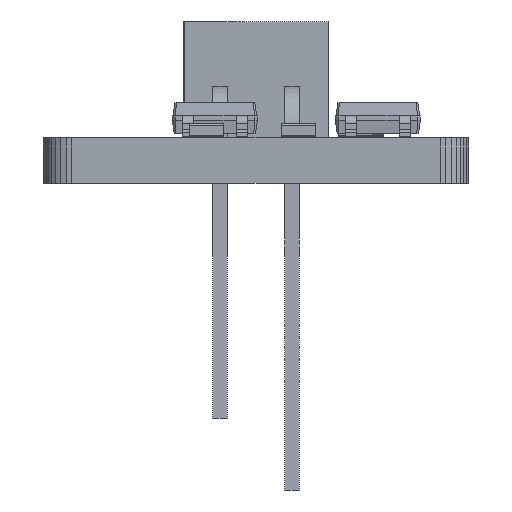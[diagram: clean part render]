
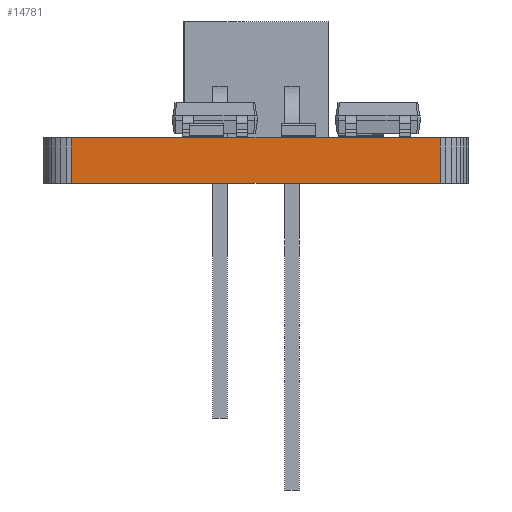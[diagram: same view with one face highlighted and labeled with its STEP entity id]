
A CAD part, front view. The second image highlights one B-rep face of the part: STEP entity #14781.
In plain terms, the highlighted planar face has unit normal (0, -1, 0).
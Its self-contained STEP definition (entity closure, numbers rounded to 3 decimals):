
#8798 = PLANE('',#8799);
#8799 = AXIS2_PLACEMENT_3D('',#8800,#8801,#8802);
#8800 = CARTESIAN_POINT('',(0.,0.,1.6)
  );
#8801 = DIRECTION('',(-0.,-0.,-1.));
#8802 = DIRECTION('',(-1.,0.,0.));
#8852 = PLANE('',#8853);
#8853 = AXIS2_PLACEMENT_3D('',#8854,#8855,#8856);
#8854 = CARTESIAN_POINT('',(0.,0.,0.));
#8855 = DIRECTION('',(-0.,-0.,-1.));
#8856 = DIRECTION('',(-1.,0.,0.));
#9857 = VERTEX_POINT('',#9858);
#9858 = CARTESIAN_POINT('',(6.5,-20.,0.));
#9872 = PLANE('',#9873);
#9873 = AXIS2_PLACEMENT_3D('',#9874,#9875,#9876);
#9874 = CARTESIAN_POINT('',(6.695,-19.981,0.));
#9875 = DIRECTION('',(0.098,-0.995,0.));
#9876 = DIRECTION('',(-0.995,-0.098,0.));
#9884 = EDGE_CURVE('',#9857,#9885,#9887,.T.);
#9885 = VERTEX_POINT('',#9886);
#9886 = CARTESIAN_POINT('',(-6.5,-20.,0.));
#9887 = SURFACE_CURVE('',#9888,(#9892,#9899),.PCURVE_S1.);
#9888 = LINE('',#9889,#9890);
#9889 = CARTESIAN_POINT('',(6.5,-20.,0.));
#9890 = VECTOR('',#9891,1.);
#9891 = DIRECTION('',(-1.,0.,0.));
#9892 = PCURVE('',#8852,#9893);
#9893 = DEFINITIONAL_REPRESENTATION('',(#9894),#9898);
#9894 = LINE('',#9895,#9896);
#9895 = CARTESIAN_POINT('',(-6.5,-20.));
#9896 = VECTOR('',#9897,1.);
#9897 = DIRECTION('',(1.,0.));
#9898 = ( GEOMETRIC_REPRESENTATION_CONTEXT(2) 
PARAMETRIC_REPRESENTATION_CONTEXT() REPRESENTATION_CONTEXT('2D SPACE',''
  ) );
#9899 = PCURVE('',#9900,#9905);
#9900 = PLANE('',#9901);
#9901 = AXIS2_PLACEMENT_3D('',#9902,#9903,#9904);
#9902 = CARTESIAN_POINT('',(6.5,-20.,0.));
#9903 = DIRECTION('',(0.,-1.,0.));
#9904 = DIRECTION('',(-1.,0.,0.));
#9905 = DEFINITIONAL_REPRESENTATION('',(#9906),#9910);
#9906 = LINE('',#9907,#9908);
#9907 = CARTESIAN_POINT('',(0.,-0.));
#9908 = VECTOR('',#9909,1.);
#9909 = DIRECTION('',(1.,0.));
#9910 = ( GEOMETRIC_REPRESENTATION_CONTEXT(2) 
PARAMETRIC_REPRESENTATION_CONTEXT() REPRESENTATION_CONTEXT('2D SPACE',''
  ) );
#9928 = PLANE('',#9929);
#9929 = AXIS2_PLACEMENT_3D('',#9930,#9931,#9932);
#9930 = CARTESIAN_POINT('',(-6.5,-20.,0.));
#9931 = DIRECTION('',(-0.098,-0.995,0.));
#9932 = DIRECTION('',(-0.995,0.098,0.));
#11932 = VERTEX_POINT('',#11933);
#11933 = CARTESIAN_POINT('',(6.5,-20.,1.6));
#11954 = EDGE_CURVE('',#11932,#11955,#11957,.T.);
#11955 = VERTEX_POINT('',#11956);
#11956 = CARTESIAN_POINT('',(-6.5,-20.,1.6));
#11957 = SURFACE_CURVE('',#11958,(#11962,#11969),.PCURVE_S1.);
#11958 = LINE('',#11959,#11960);
#11959 = CARTESIAN_POINT('',(6.5,-20.,1.6));
#11960 = VECTOR('',#11961,1.);
#11961 = DIRECTION('',(-1.,0.,0.));
#11962 = PCURVE('',#8798,#11963);
#11963 = DEFINITIONAL_REPRESENTATION('',(#11964),#11968);
#11964 = LINE('',#11965,#11966);
#11965 = CARTESIAN_POINT('',(-6.5,-20.));
#11966 = VECTOR('',#11967,1.);
#11967 = DIRECTION('',(1.,0.));
#11968 = ( GEOMETRIC_REPRESENTATION_CONTEXT(2) 
PARAMETRIC_REPRESENTATION_CONTEXT() REPRESENTATION_CONTEXT('2D SPACE',''
  ) );
#11969 = PCURVE('',#9900,#11970);
#11970 = DEFINITIONAL_REPRESENTATION('',(#11971),#11975);
#11971 = LINE('',#11972,#11973);
#11972 = CARTESIAN_POINT('',(0.,-1.6));
#11973 = VECTOR('',#11974,1.);
#11974 = DIRECTION('',(1.,0.));
#11975 = ( GEOMETRIC_REPRESENTATION_CONTEXT(2) 
PARAMETRIC_REPRESENTATION_CONTEXT() REPRESENTATION_CONTEXT('2D SPACE',''
  ) );
#14733 = EDGE_CURVE('',#9857,#11932,#14734,.T.);
#14734 = SURFACE_CURVE('',#14735,(#14739,#14746),.PCURVE_S1.);
#14735 = LINE('',#14736,#14737);
#14736 = CARTESIAN_POINT('',(6.5,-20.,0.));
#14737 = VECTOR('',#14738,1.);
#14738 = DIRECTION('',(0.,0.,1.));
#14739 = PCURVE('',#9872,#14740);
#14740 = DEFINITIONAL_REPRESENTATION('',(#14741),#14745);
#14741 = LINE('',#14742,#14743);
#14742 = CARTESIAN_POINT('',(0.196,0.));
#14743 = VECTOR('',#14744,1.);
#14744 = DIRECTION('',(0.,-1.));
#14745 = ( GEOMETRIC_REPRESENTATION_CONTEXT(2) 
PARAMETRIC_REPRESENTATION_CONTEXT() REPRESENTATION_CONTEXT('2D SPACE',''
  ) );
#14746 = PCURVE('',#9900,#14747);
#14747 = DEFINITIONAL_REPRESENTATION('',(#14748),#14752);
#14748 = LINE('',#14749,#14750);
#14749 = CARTESIAN_POINT('',(0.,-0.));
#14750 = VECTOR('',#14751,1.);
#14751 = DIRECTION('',(0.,-1.));
#14752 = ( GEOMETRIC_REPRESENTATION_CONTEXT(2) 
PARAMETRIC_REPRESENTATION_CONTEXT() REPRESENTATION_CONTEXT('2D SPACE',''
  ) );
#14781 = ADVANCED_FACE('',(#14782),#9900,.T.);
#14782 = FACE_BOUND('',#14783,.T.);
#14783 = EDGE_LOOP('',(#14784,#14785,#14786,#14807));
#14784 = ORIENTED_EDGE('',*,*,#14733,.T.);
#14785 = ORIENTED_EDGE('',*,*,#11954,.T.);
#14786 = ORIENTED_EDGE('',*,*,#14787,.F.);
#14787 = EDGE_CURVE('',#9885,#11955,#14788,.T.);
#14788 = SURFACE_CURVE('',#14789,(#14793,#14800),.PCURVE_S1.);
#14789 = LINE('',#14790,#14791);
#14790 = CARTESIAN_POINT('',(-6.5,-20.,0.));
#14791 = VECTOR('',#14792,1.);
#14792 = DIRECTION('',(0.,0.,1.));
#14793 = PCURVE('',#9900,#14794);
#14794 = DEFINITIONAL_REPRESENTATION('',(#14795),#14799);
#14795 = LINE('',#14796,#14797);
#14796 = CARTESIAN_POINT('',(13.,0.));
#14797 = VECTOR('',#14798,1.);
#14798 = DIRECTION('',(0.,-1.));
#14799 = ( GEOMETRIC_REPRESENTATION_CONTEXT(2) 
PARAMETRIC_REPRESENTATION_CONTEXT() REPRESENTATION_CONTEXT('2D SPACE',''
  ) );
#14800 = PCURVE('',#9928,#14801);
#14801 = DEFINITIONAL_REPRESENTATION('',(#14802),#14806);
#14802 = LINE('',#14803,#14804);
#14803 = CARTESIAN_POINT('',(0.,0.));
#14804 = VECTOR('',#14805,1.);
#14805 = DIRECTION('',(0.,-1.));
#14806 = ( GEOMETRIC_REPRESENTATION_CONTEXT(2) 
PARAMETRIC_REPRESENTATION_CONTEXT() REPRESENTATION_CONTEXT('2D SPACE',''
  ) );
#14807 = ORIENTED_EDGE('',*,*,#9884,.F.);
